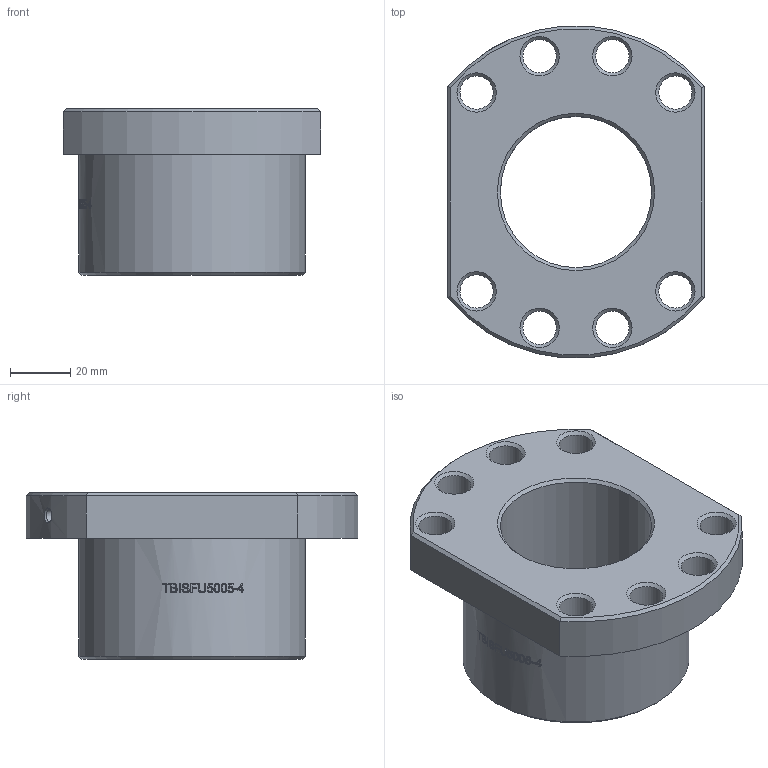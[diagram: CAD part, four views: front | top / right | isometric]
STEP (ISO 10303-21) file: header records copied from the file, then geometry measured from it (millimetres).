
FILE_DESCRIPTION(/* description */ (''),/* implementation_level */ '2;1');
FILE_NAME(/* name */ 'SFU5005-4.stp',/* time_stamp */ '2020-03-06T13:06:20+08:00',/* author */ (''),/* organization */ (''),/* preprocessor_version */ 'ST-DEVELOPER v16',/* originating_system */ 'SIEMENS PLM Software NX 10.0',/* authorisation */ '');
FILE_SCHEMA (('AUTOMOTIVE_DESIGN { 1 0 10303 214 3 1 1 1 }'));
Length unit declared in the file: millimetre
Products named in the file (1): DELL2854BF2Br0jh
Bounding box: 85 x 109.65 x 55 mm (x, y, z)
Volume: 181169.9 mm3; surface area: 37919.7 mm2
Topology: 1 solids, 1 shells, 195 faces, 515 edges, 340 vertices
Faces by surface type: plane 83, extrusion 77, cylinder 19, cone 15, bspline 1
Full cylindrical faces by diameter (mm): 4 x1, 5.2 x1, 11 x8, 50 x1, 75 x1
Entity records: 7473 total; most frequent: CARTESIAN_POINT 3118, ORIENTED_EDGE 954, DIRECTION 647, EDGE_CURVE 477, VERTEX_POINT 330, B_SPLINE_CURVE_WITH_KNOTS 300, EDGE_LOOP 258, VECTOR 251
